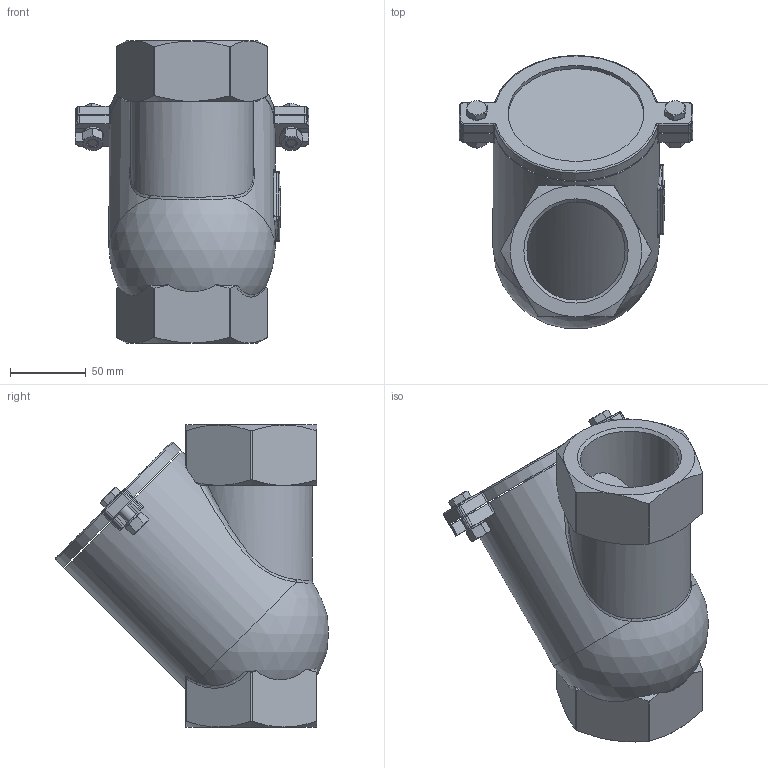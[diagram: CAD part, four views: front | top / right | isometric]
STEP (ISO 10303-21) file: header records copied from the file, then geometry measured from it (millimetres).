
FILE_DESCRIPTION(/* description */ (''),/* implementation_level */ '2;1');
FILE_NAME(/* name */ 'DN65_3D_STEP.stp',/* time_stamp */ '2025-07-31T23:13:57+03:00',/* author */ ('igorr'),/* organization */ (''),/* preprocessor_version */ 'ST-DEVELOPER v20',/* originating_system */ 'Autodesk Inventor 2025',/* authorisation */ '');
FILE_SCHEMA (('AUTOMOTIVE_DESIGN { 1 0 10303 214 3 1 1 }'));
Length unit declared in the file: millimetre
Products named in the file (5): Сборка1; Деталь1; AS 1110 - M8 x 25; AS 1237 - 8; ANSI B18.2.4.2M - M8x1,25
Assembly tree (7 placements, depth 2):
  Сборка1
    Деталь1
    AS 1110 - M8 x 25  x2
    AS 1237 - 8  x2
    ANSI B18.2.4.2M - M8x1,25  x2
Bounding box: 154.69 x 180.76 x 200 mm (x, y, z)
Volume: 1783405.1 mm3; surface area: 146114.1 mm2
Topology: 7 solids, 7 shells, 350 faces, 859 edges, 536 vertices
Faces by surface type: plane 148, cylinder 77, cone 66, bspline 46, torus 11, sphere 2
Full cylindrical faces by diameter (mm): 6.647 x2, 8 x2, 8.4 x2, 11 x2, 13 x2, 14 x2, 23.122 x1, 65 x2, 90 x1, 110 x1
Entity records: 10373 total; most frequent: CARTESIAN_POINT 3152, ORIENTED_EDGE 1502, DIRECTION 1314, EDGE_CURVE 751, AXIS2_PLACEMENT_3D 486, VERTEX_POINT 473, LINE 342, VECTOR 342
